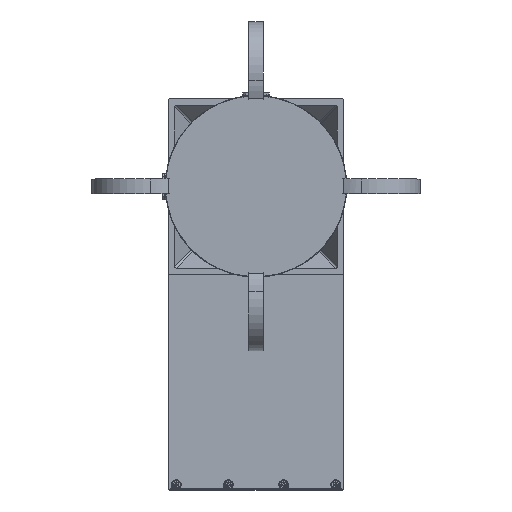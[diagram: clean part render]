
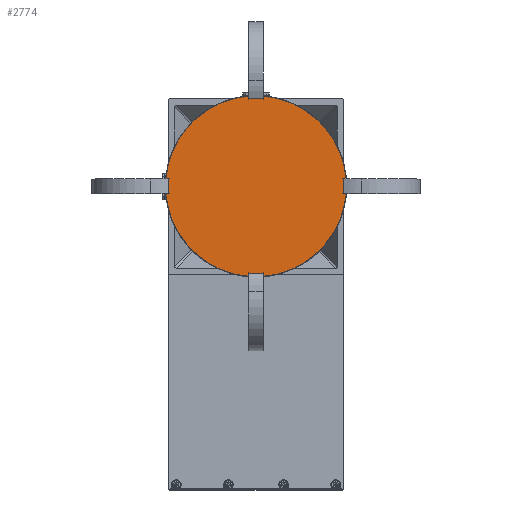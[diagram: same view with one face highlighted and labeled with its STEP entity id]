
A CAD part, top view. The second image highlights one B-rep face of the part: STEP entity #2774.
In plain terms, the highlighted planar face has unit normal (0, 0, 1).
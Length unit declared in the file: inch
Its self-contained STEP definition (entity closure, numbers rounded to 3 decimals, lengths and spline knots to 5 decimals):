
#347 = VECTOR ( 'NONE', #20592, 39.37008 ) ;
#495 = ORIENTED_EDGE ( 'NONE', *, *, #19637, .T. ) ;
#864 = VECTOR ( 'NONE', #28653, 39.37008 ) ;
#934 = LINE ( 'NONE', #20104, #12457 ) ;
#1055 = EDGE_CURVE ( 'NONE', #13144, #19298, #934, .T. ) ;
#1396 = DIRECTION ( 'NONE',  ( 0., 0., 1. ) ) ;
#1891 = VECTOR ( 'NONE', #16972, 39.37008 ) ;
#2069 = VERTEX_POINT ( 'NONE', #27879 ) ;
#2423 = DIRECTION ( 'NONE',  ( 0., 0., 1. ) ) ;
#2774 = ADVANCED_FACE ( 'NONE', ( #22893 ), #27768, .T. ) ;
#3053 = VERTEX_POINT ( 'NONE', #15491 ) ;
#3160 = DIRECTION ( 'NONE',  ( 0., -1., 0. ) ) ;
#3288 = VECTOR ( 'NONE', #8975, 39.37008 ) ;
#3421 = CARTESIAN_POINT ( 'NONE',  ( 0.18504, 2.11214, 6.49606 ) ) ;
#4220 = EDGE_LOOP ( 'NONE', ( #26537, #4542, #495, #30132, #11743, #13182, #19443, #27331, #5277, #7321, #25411, #25975, #8272, #12965, #24820, #5042 ) ) ;
#4542 = ORIENTED_EDGE ( 'NONE', *, *, #1055, .F. ) ;
#4623 = VERTEX_POINT ( 'NONE', #14837 ) ;
#5042 = ORIENTED_EDGE ( 'NONE', *, *, #24993, .T. ) ;
#5277 = ORIENTED_EDGE ( 'NONE', *, *, #14511, .T. ) ;
#5532 = CARTESIAN_POINT ( 'NONE',  ( 0.18504, 0., 6.49606 ) ) ;
#5860 = VERTEX_POINT ( 'NONE', #7294 ) ;
#5967 = CARTESIAN_POINT ( 'NONE',  ( -1.1811, 0., 6.49606 ) ) ;
#6432 = VERTEX_POINT ( 'NONE', #14271 ) ;
#6602 = LINE ( 'NONE', #28261, #347 ) ;
#6879 = EDGE_CURVE ( 'NONE', #27673, #24247, #18520, .T. ) ;
#6975 = VERTEX_POINT ( 'NONE', #8409 ) ;
#6999 = AXIS2_PLACEMENT_3D ( 'NONE', #30988, #14319, #19074 ) ;
#7038 = CIRCLE ( 'NONE', #18584, 2.18687 ) ;
#7294 = CARTESIAN_POINT ( 'NONE',  ( -0.18504, -2.11214, 6.49606 ) ) ;
#7321 = ORIENTED_EDGE ( 'NONE', *, *, #24140, .F. ) ;
#8272 = ORIENTED_EDGE ( 'NONE', *, *, #22136, .T. ) ;
#8354 = VERTEX_POINT ( 'NONE', #25976 ) ;
#8409 = CARTESIAN_POINT ( 'NONE',  ( -0.18504, 2.11214, 6.49606 ) ) ;
#8758 = DIRECTION ( 'NONE',  ( 0., -1., 0. ) ) ;
#8975 = DIRECTION ( 'NONE',  ( -1., 0., 0. ) ) ;
#9088 = DIRECTION ( 'NONE',  ( 1., 0., 0. ) ) ;
#9504 = CARTESIAN_POINT ( 'NONE',  ( -1.1811, 0.18504, 6.49606 ) ) ;
#9506 = CIRCLE ( 'NONE', #6999, 2.18687 ) ;
#9592 = EDGE_CURVE ( 'NONE', #29860, #20156, #28382, .T. ) ;
#9738 = LINE ( 'NONE', #19803, #27081 ) ;
#9785 = DIRECTION ( 'NONE',  ( 1., 0., 0. ) ) ;
#10411 = VERTEX_POINT ( 'NONE', #23288 ) ;
#10440 = CARTESIAN_POINT ( 'NONE',  ( 0., 0., 6.49606 ) ) ;
#10506 = AXIS2_PLACEMENT_3D ( 'NONE', #5967, #1396, #8758 ) ;
#10881 = VECTOR ( 'NONE', #22262, 39.37008 ) ;
#10961 = LINE ( 'NONE', #20549, #10881 ) ;
#10963 = CARTESIAN_POINT ( 'NONE',  ( -0.18504, 0., 6.49606 ) ) ;
#11248 = LINE ( 'NONE', #28365, #11555 ) ;
#11266 = DIRECTION ( 'NONE',  ( 1., 0., 0. ) ) ;
#11555 = VECTOR ( 'NONE', #14218, 39.37008 ) ;
#11743 = ORIENTED_EDGE ( 'NONE', *, *, #25646, .T. ) ;
#12007 = LINE ( 'NONE', #9504, #864 ) ;
#12457 = VECTOR ( 'NONE', #25090, 39.37008 ) ;
#12824 = DIRECTION ( 'NONE',  ( 1., 0., 0. ) ) ;
#12965 = ORIENTED_EDGE ( 'NONE', *, *, #23244, .F. ) ;
#13144 = VERTEX_POINT ( 'NONE', #29314 ) ;
#13182 = ORIENTED_EDGE ( 'NONE', *, *, #21315, .F. ) ;
#14218 = DIRECTION ( 'NONE',  ( 0., 1., 0. ) ) ;
#14271 = CARTESIAN_POINT ( 'NONE',  ( 2.11214, -0.18504, 6.49606 ) ) ;
#14319 = DIRECTION ( 'NONE',  ( 0., 0., 1. ) ) ;
#14477 = VECTOR ( 'NONE', #15517, 39.37008 ) ;
#14511 = EDGE_CURVE ( 'NONE', #26783, #6432, #30468, .T. ) ;
#14837 = CARTESIAN_POINT ( 'NONE',  ( 0.18504, 2.17903, 6.49606 ) ) ;
#15491 = CARTESIAN_POINT ( 'NONE',  ( -0.18504, 2.17903, 6.49606 ) ) ;
#15517 = DIRECTION ( 'NONE',  ( 0., 1., 0. ) ) ;
#15717 = CARTESIAN_POINT ( 'NONE',  ( -1.1811, -0.18504, 6.49606 ) ) ;
#16551 = CARTESIAN_POINT ( 'NONE',  ( 0., 0., 6.49606 ) ) ;
#16657 = CARTESIAN_POINT ( 'NONE',  ( 0., 0., 6.49606 ) ) ;
#16972 = DIRECTION ( 'NONE',  ( 0., -1., 0. ) ) ;
#17494 = CARTESIAN_POINT ( 'NONE',  ( 2.17903, -0.18504, 6.49606 ) ) ;
#18030 = LINE ( 'NONE', #3421, #31018 ) ;
#18350 = CARTESIAN_POINT ( 'NONE',  ( -1.1811, 0.18504, 6.49606 ) ) ;
#18520 = LINE ( 'NONE', #18350, #19783 ) ;
#18584 = AXIS2_PLACEMENT_3D ( 'NONE', #16657, #21687, #26225 ) ;
#18997 = DIRECTION ( 'NONE',  ( 0., 0., 1. ) ) ;
#19074 = DIRECTION ( 'NONE',  ( 1., 0., 0. ) ) ;
#19131 = EDGE_CURVE ( 'NONE', #24247, #4623, #9506, .T. ) ;
#19185 = LINE ( 'NONE', #28743, #1891 ) ;
#19298 = VERTEX_POINT ( 'NONE', #30172 ) ;
#19443 = ORIENTED_EDGE ( 'NONE', *, *, #29927, .T. ) ;
#19637 = EDGE_CURVE ( 'NONE', #13144, #29860, #9738, .T. ) ;
#19783 = VECTOR ( 'NONE', #11266, 39.37008 ) ;
#19803 = CARTESIAN_POINT ( 'NONE',  ( -1.1811, -0.18504, 6.49606 ) ) ;
#20104 = CARTESIAN_POINT ( 'NONE',  ( -2.11214, 0.18504, 6.49606 ) ) ;
#20156 = VERTEX_POINT ( 'NONE', #28782 ) ;
#20549 = CARTESIAN_POINT ( 'NONE',  ( -0.18504, -2.11214, 6.49606 ) ) ;
#20592 = DIRECTION ( 'NONE',  ( 0., -1., 0. ) ) ;
#20688 = LINE ( 'NONE', #10963, #14477 ) ;
#21315 = EDGE_CURVE ( 'NONE', #21366, #5860, #10961, .T. ) ;
#21366 = VERTEX_POINT ( 'NONE', #23334 ) ;
#21484 = CIRCLE ( 'NONE', #27988, 2.18687 ) ;
#21687 = DIRECTION ( 'NONE',  ( 0., 0., 1. ) ) ;
#22136 = EDGE_CURVE ( 'NONE', #4623, #10411, #27036, .T. ) ;
#22262 = DIRECTION ( 'NONE',  ( -1., 0., 0. ) ) ;
#22371 = AXIS2_PLACEMENT_3D ( 'NONE', #10440, #18997, #9088 ) ;
#22893 = FACE_OUTER_BOUND ( 'NONE', #4220, .T. ) ;
#23183 = CARTESIAN_POINT ( 'NONE',  ( 2.11214, 0.18504, 6.49606 ) ) ;
#23244 = EDGE_CURVE ( 'NONE', #6975, #10411, #18030, .T. ) ;
#23288 = CARTESIAN_POINT ( 'NONE',  ( 0.18504, 2.11214, 6.49606 ) ) ;
#23334 = CARTESIAN_POINT ( 'NONE',  ( 0.18504, -2.11214, 6.49606 ) ) ;
#24140 = EDGE_CURVE ( 'NONE', #27673, #6432, #19185, .T. ) ;
#24247 = VERTEX_POINT ( 'NONE', #29065 ) ;
#24820 = ORIENTED_EDGE ( 'NONE', *, *, #27632, .T. ) ;
#24993 = EDGE_CURVE ( 'NONE', #3053, #8354, #21484, .T. ) ;
#25090 = DIRECTION ( 'NONE',  ( 0., 1., 0. ) ) ;
#25411 = ORIENTED_EDGE ( 'NONE', *, *, #6879, .T. ) ;
#25646 = EDGE_CURVE ( 'NONE', #20156, #5860, #20688, .T. ) ;
#25975 = ORIENTED_EDGE ( 'NONE', *, *, #19131, .T. ) ;
#25976 = CARTESIAN_POINT ( 'NONE',  ( -2.17903, 0.18504, 6.49606 ) ) ;
#26225 = DIRECTION ( 'NONE',  ( 1., 0., 0. ) ) ;
#26537 = ORIENTED_EDGE ( 'NONE', *, *, #30305, .T. ) ;
#26783 = VERTEX_POINT ( 'NONE', #17494 ) ;
#27036 = LINE ( 'NONE', #5532, #28943 ) ;
#27081 = VECTOR ( 'NONE', #29361, 39.37008 ) ;
#27100 = EDGE_CURVE ( 'NONE', #2069, #26783, #7038, .T. ) ;
#27331 = ORIENTED_EDGE ( 'NONE', *, *, #27100, .T. ) ;
#27632 = EDGE_CURVE ( 'NONE', #6975, #3053, #11248, .T. ) ;
#27673 = VERTEX_POINT ( 'NONE', #23183 ) ;
#27768 = PLANE ( 'NONE',  #10506 ) ;
#27879 = CARTESIAN_POINT ( 'NONE',  ( 0.18504, -2.17903, 6.49606 ) ) ;
#27958 = CARTESIAN_POINT ( 'NONE',  ( -2.17903, -0.18504, 6.49606 ) ) ;
#27988 = AXIS2_PLACEMENT_3D ( 'NONE', #16551, #2423, #9785 ) ;
#28261 = CARTESIAN_POINT ( 'NONE',  ( 0.18504, 0., 6.49606 ) ) ;
#28365 = CARTESIAN_POINT ( 'NONE',  ( -0.18504, 0., 6.49606 ) ) ;
#28382 = CIRCLE ( 'NONE', #22371, 2.18687 ) ;
#28653 = DIRECTION ( 'NONE',  ( 1., 0., 0. ) ) ;
#28743 = CARTESIAN_POINT ( 'NONE',  ( 2.11214, -0.18504, 6.49606 ) ) ;
#28782 = CARTESIAN_POINT ( 'NONE',  ( -0.18504, -2.17903, 6.49606 ) ) ;
#28943 = VECTOR ( 'NONE', #3160, 39.37008 ) ;
#29065 = CARTESIAN_POINT ( 'NONE',  ( 2.17903, 0.18504, 6.49606 ) ) ;
#29314 = CARTESIAN_POINT ( 'NONE',  ( -2.11214, -0.18504, 6.49606 ) ) ;
#29361 = DIRECTION ( 'NONE',  ( -1., 0., 0. ) ) ;
#29860 = VERTEX_POINT ( 'NONE', #27958 ) ;
#29927 = EDGE_CURVE ( 'NONE', #21366, #2069, #6602, .T. ) ;
#30132 = ORIENTED_EDGE ( 'NONE', *, *, #9592, .T. ) ;
#30172 = CARTESIAN_POINT ( 'NONE',  ( -2.11214, 0.18504, 6.49606 ) ) ;
#30305 = EDGE_CURVE ( 'NONE', #8354, #19298, #12007, .T. ) ;
#30468 = LINE ( 'NONE', #15717, #3288 ) ;
#30988 = CARTESIAN_POINT ( 'NONE',  ( 0., 0., 6.49606 ) ) ;
#31018 = VECTOR ( 'NONE', #12824, 39.37008 ) ;
